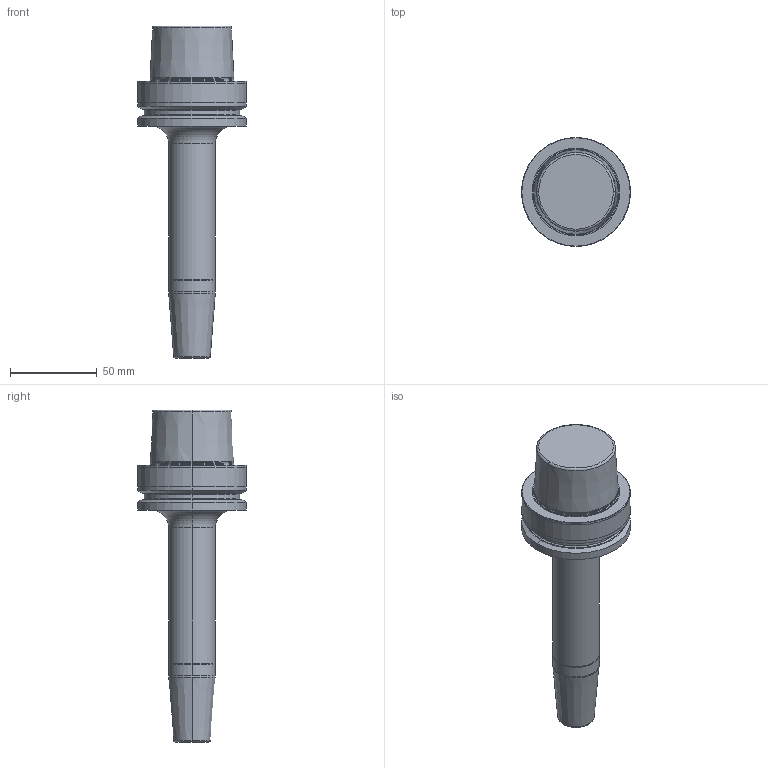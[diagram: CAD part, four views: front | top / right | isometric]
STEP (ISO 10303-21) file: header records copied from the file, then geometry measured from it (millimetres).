
FILE_DESCRIPTION((''),'2;1');
FILE_NAME('606763707-000-00-E43','2016-11-22T',('Korna'),(''),'PRO/ENGINEER BY PARAMETRIC TECHNOLOGY CORPORATION, 2011220','PRO/ENGINEER BY PARAMETRIC TECHNOLOGY CORPORATION, 2011220','');
FILE_SCHEMA(('AUTOMOTIVE_DESIGN_CC2 { 1 2 10303 214 -1 1 5 2 }'));
Length unit declared in the file: millimetre
Products named in the file (1): 606763707-000-00-E43
Bounding box: 63 x 63 x 191.9 mm (x, y, z)
Volume: 204960.7 mm3; surface area: 28101.8 mm2
Topology: 1 solids, 1 shells, 71 faces, 334 edges, 355 vertices
Faces by surface type: cylinder 24, torus 22, cone 16, plane 9
Entity records: 4175 total; most frequent: CARTESIAN_POINT 804, DIRECTION 550, PRESENTATION_STYLE_ASSIGNMENT 342, STYLED_ITEM 342, CURVE_STYLE 339, ORIENTED_EDGE 280, AXIS2_PLACEMENT_3D 206, EDGE_CURVE 140
